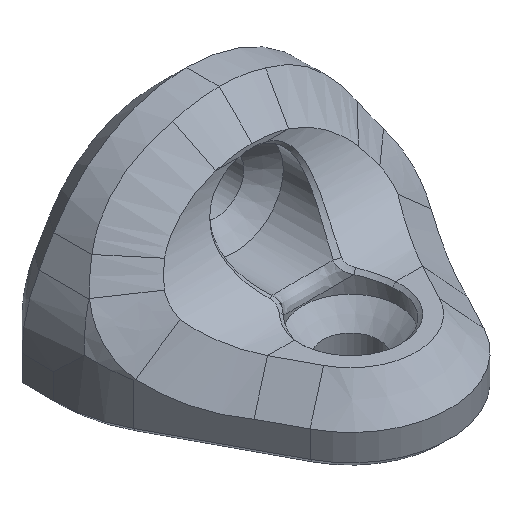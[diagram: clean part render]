
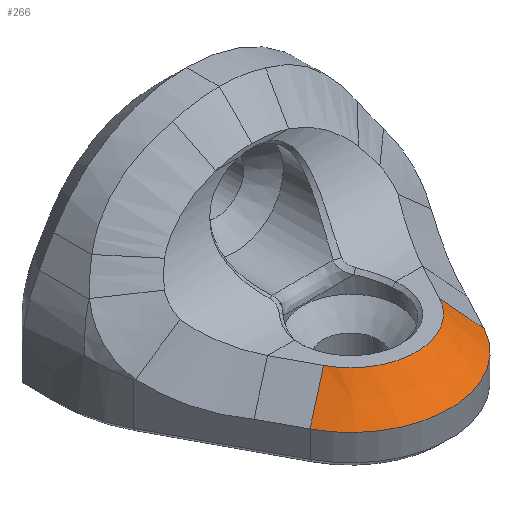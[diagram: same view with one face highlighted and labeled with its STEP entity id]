
A CAD part, isometric view. The second image highlights one B-rep face of the part: STEP entity #266.
In plain terms, the highlighted conical face has half-angle 45 degrees and reference radius 5 mm.
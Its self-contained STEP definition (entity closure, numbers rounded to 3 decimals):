
#266=ADVANCED_FACE('',(#635),#637,.T.);
#635=FACE_BOUND('',#636,.T.);
#636=EDGE_LOOP('',(#1384,#1385,#1386,#1387));
#637=CONICAL_SURFACE('',#638,5.,0.785);
#638=AXIS2_PLACEMENT_3D('',#639,#640,#641);
#639=CARTESIAN_POINT('',(0.,-9.,3.));
#640=DIRECTION('',(0.,0.,-1.));
#641=DIRECTION('',(0.707,-0.707,0.));
#1384=ORIENTED_EDGE('',*,*,#1681,.T.);
#1385=ORIENTED_EDGE('',*,*,#1682,.F.);
#1386=ORIENTED_EDGE('',*,*,#1643,.F.);
#1387=ORIENTED_EDGE('',*,*,#1680,.T.);
#1643=EDGE_CURVE('',#1829,#1831,#1832,.T.);
#1680=EDGE_CURVE('',#1829,#1889,#1891,.F.);
#1681=EDGE_CURVE('',#1889,#1892,#1893,.T.);
#1682=EDGE_CURVE('',#1831,#1892,#1894,.F.);
#1829=VERTEX_POINT('',#2394);
#1831=VERTEX_POINT('',#2398);
#1832=CIRCLE('',#2399,4.);
#1889=VERTEX_POINT('',#2765);
#1891=LINE('',#2769,#2770);
#1892=VERTEX_POINT('',#2772);
#1893=CIRCLE('',#2773,6.);
#1894=LINE('',#2777,#2778);
#2394=CARTESIAN_POINT('',(-3.529,-10.882,4.));
#2398=CARTESIAN_POINT('',(3.529,-10.882,4.));
#2399=AXIS2_PLACEMENT_3D('',#2400,#2401,#2402);
#2400=CARTESIAN_POINT('',(0.,-9.,4.));
#2401=DIRECTION('',(0.,0.,1.));
#2402=DIRECTION('',(-0.882,-0.471,0.));
#2765=CARTESIAN_POINT('',(-5.294,-11.824,2.));
#2769=CARTESIAN_POINT('',(-5.294,-11.824,2.));
#2770=VECTOR('',#2771,1.);
#2771=DIRECTION('',(0.624,0.333,0.707));
#2772=CARTESIAN_POINT('',(5.294,-11.824,2.));
#2773=AXIS2_PLACEMENT_3D('',#2774,#2775,#2776);
#2774=CARTESIAN_POINT('',(0.,-9.,2.));
#2775=DIRECTION('',(0.,0.,1.));
#2776=DIRECTION('',(-0.882,-0.471,0.));
#2777=CARTESIAN_POINT('',(5.294,-11.824,2.));
#2778=VECTOR('',#2779,1.);
#2779=DIRECTION('',(-0.624,0.333,0.707));
